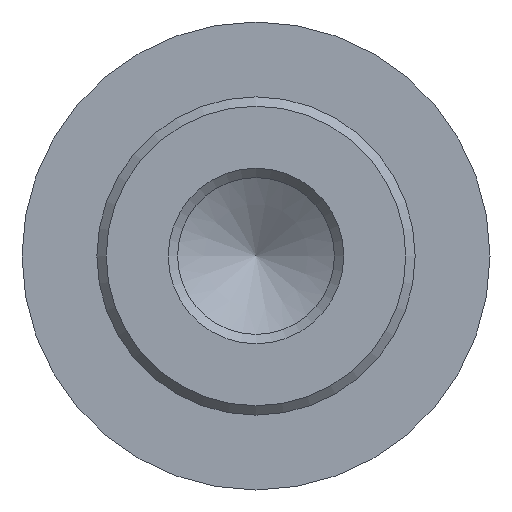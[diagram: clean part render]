
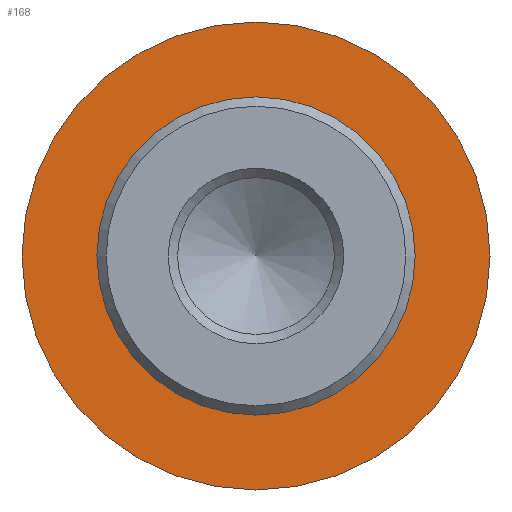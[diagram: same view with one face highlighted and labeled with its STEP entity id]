
A CAD part, left-side view. The second image highlights one B-rep face of the part: STEP entity #168.
In plain terms, the highlighted planar face has unit normal (-1, 0, 0).
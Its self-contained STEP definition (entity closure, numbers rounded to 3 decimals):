
#21=PLANE($,#200);
#34=FACE_BOUND($,#77,.T.);
#49=FACE_OUTER_BOUND($,#76,.T.);
#76=EDGE_LOOP($,(#146));
#77=EDGE_LOOP($,(#147));
#89=CIRCLE($,#193,8.5);
#91=CIRCLE($,#199,12.5);
#103=VERTEX_POINT($,#294);
#105=VERTEX_POINT($,#302);
#117=EDGE_CURVE($,#103,#103,#89,.T.);
#119=EDGE_CURVE($,#105,#105,#91,.T.);
#146=ORIENTED_EDGE($,*,*,#119,.T.);
#147=ORIENTED_EDGE($,*,*,#117,.F.);
#168=ADVANCED_FACE($,(#49,#34),#21,.T.);
#193=AXIS2_PLACEMENT_3D($,#295,#245,#246);
#199=AXIS2_PLACEMENT_3D($,#303,#257,#258);
#200=AXIS2_PLACEMENT_3D($,#304,#259,#260);
#245=DIRECTION('center_axis',(-1.,0.,0.));
#246=DIRECTION('ref_axis',(0.,-1.,0.));
#257=DIRECTION('center_axis',(-1.,0.,0.));
#258=DIRECTION('ref_axis',(0.,-1.,0.));
#259=DIRECTION('center_axis',(-1.,0.,0.));
#260=DIRECTION('ref_axis',(0.,0.,1.));
#294=CARTESIAN_POINT('',(-8.,-8.5,0.));
#295=CARTESIAN_POINT('Origin',(-8.,0.,0.));
#302=CARTESIAN_POINT('',(-8.,-12.5,0.));
#303=CARTESIAN_POINT('Origin',(-8.,0.,0.));
#304=CARTESIAN_POINT('Origin',(-8.,-10.5,0.));
